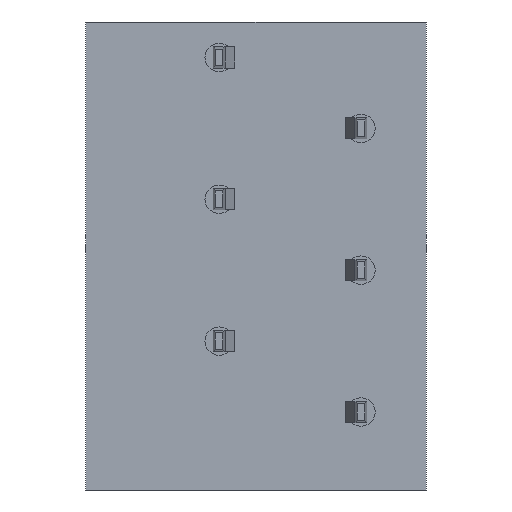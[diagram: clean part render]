
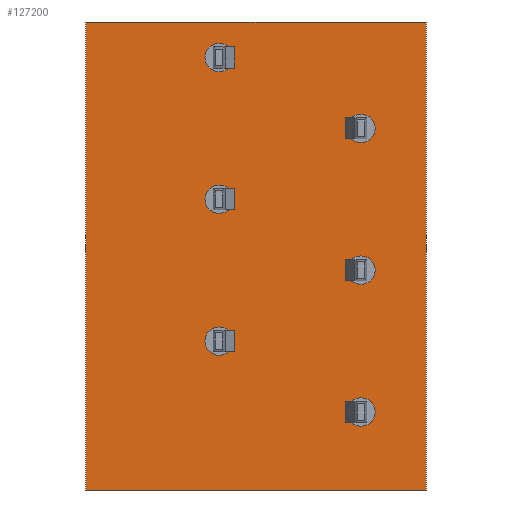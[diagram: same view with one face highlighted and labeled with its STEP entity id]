
A CAD part, front view. The second image highlights one B-rep face of the part: STEP entity #127200.
In plain terms, the highlighted planar face has unit normal (0, -1, 0).
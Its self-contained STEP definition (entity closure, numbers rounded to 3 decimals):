
#600=CARTESIAN_POINT('',(0.,0.,1.));
#610=VERTEX_POINT('',#600);
#640=CARTESIAN_POINT('',(0.,0.,1.));
#650=DIRECTION('',(-1.,0.,0.));
#660=VECTOR('',#650,1.);
#670=LINE('',#640,#660);
#680=CARTESIAN_POINT('',(12.,0.,1.));
#690=VERTEX_POINT('',#680);
#700=EDGE_CURVE('',#690,#610,#670,.T.);
#49760=CARTESIAN_POINT('',(12.,0.,17.5));
#49770=VERTEX_POINT('',#49760);
#49800=CARTESIAN_POINT('',(0.,0.,17.5));
#49810=DIRECTION('',(1.,0.,0.));
#49820=VECTOR('',#49810,1.);
#49830=LINE('',#49800,#49820);
#49840=CARTESIAN_POINT('',(0.,0.,17.5));
#49850=VERTEX_POINT('',#49840);
#49860=EDGE_CURVE('',#49850,#49770,#49830,.T.);
#66180=CARTESIAN_POINT('',(1.8,0.,14.75));
#66190=VERTEX_POINT('',#66180);
#66220=CARTESIAN_POINT('',(2.3,0.,14.75));
#66230=DIRECTION('',(0.,1.,0.));
#66240=DIRECTION('',(-1.,0.,0.));
#66250=AXIS2_PLACEMENT_3D('',#66220,#66230,#66240);
#66260=CIRCLE('',#66250,0.5);
#66270=CARTESIAN_POINT('',(2.8,0.,14.75));
#66280=VERTEX_POINT('',#66270);
#66290=EDGE_CURVE('',#66190,#66280,#66260,.T.);
#95070=CARTESIAN_POINT('',(2.8,0.,4.75));
#95080=VERTEX_POINT('',#95070);
#95130=CARTESIAN_POINT('',(2.3,0.,4.75));
#95140=DIRECTION('',(0.,1.,0.));
#95150=DIRECTION('',(-1.,0.,0.));
#95160=AXIS2_PLACEMENT_3D('',#95130,#95140,#95150);
#95170=CIRCLE('',#95160,0.5);
#95180=CARTESIAN_POINT('',(1.8,0.,4.75));
#95190=VERTEX_POINT('',#95180);
#95200=EDGE_CURVE('',#95080,#95190,#95170,.T.);
#107450=CARTESIAN_POINT('',(12.,0.,2.07));
#107460=DIRECTION('',(0.,0.,-1.));
#107470=VECTOR('',#107460,1.);
#107480=LINE('',#107450,#107470);
#107490=EDGE_CURVE('',#49770,#690,#107480,.T.);
#118310=CARTESIAN_POINT('',(0.,0.,2.07));
#118320=DIRECTION('',(0.,0.,1.));
#118330=VECTOR('',#118320,1.);
#118340=LINE('',#118310,#118330);
#118350=EDGE_CURVE('',#610,#49850,#118340,.T.);
#126390=CARTESIAN_POINT('',(11.7,0.,10.967));
#126400=DIRECTION('',(0.,-1.,0.));
#126410=DIRECTION('',(1.,0.,0.));
#126420=AXIS2_PLACEMENT_3D('',#126390,#126400,#126410);
#126430=PLANE('',#126420);
#126440=ORIENTED_EDGE('',*,*,#49860,.F.);
#126450=ORIENTED_EDGE('',*,*,#107490,.F.);
#126460=ORIENTED_EDGE('',*,*,#700,.F.);
#126470=ORIENTED_EDGE('',*,*,#118350,.F.);
#126480=EDGE_LOOP('',(#126470,#126460,#126450,#126440));
#126490=FACE_OUTER_BOUND('',#126480,.T.);
#126500=CARTESIAN_POINT('',(7.3,0.,2.25));
#126510=DIRECTION('',(0.,-1.,0.));
#126520=DIRECTION('',(1.,0.,0.));
#126530=AXIS2_PLACEMENT_3D('',#126500,#126510,#126520);
#126540=CIRCLE('',#126530,0.5);
#126550=CARTESIAN_POINT('',(7.8,0.,2.25));
#126560=VERTEX_POINT('',#126550);
#126570=CARTESIAN_POINT('',(6.8,0.,2.25));
#126580=VERTEX_POINT('',#126570);
#126590=EDGE_CURVE('',#126560,#126580,#126540,.T.);
#126600=ORIENTED_EDGE('',*,*,#126590,.F.);
#126610=EDGE_CURVE('',#126580,#126560,#126540,.T.);
#126620=ORIENTED_EDGE('',*,*,#126610,.F.);
#126630=EDGE_LOOP('',(#126620,#126600));
#126640=FACE_BOUND('',#126630,.T.);
#126650=CARTESIAN_POINT('',(2.3,0.,9.75));
#126660=DIRECTION('',(0.,1.,0.));
#126670=DIRECTION('',(-1.,0.,0.));
#126680=AXIS2_PLACEMENT_3D('',#126650,#126660,#126670);
#126690=CIRCLE('',#126680,0.5);
#126700=CARTESIAN_POINT('',(1.8,0.,9.75));
#126710=VERTEX_POINT('',#126700);
#126720=CARTESIAN_POINT('',(2.8,0.,9.75));
#126730=VERTEX_POINT('',#126720);
#126740=EDGE_CURVE('',#126710,#126730,#126690,.T.);
#126750=ORIENTED_EDGE('',*,*,#126740,.T.);
#126760=EDGE_CURVE('',#126730,#126710,#126690,.T.);
#126770=ORIENTED_EDGE('',*,*,#126760,.T.);
#126780=EDGE_LOOP('',(#126770,#126750));
#126790=FACE_BOUND('',#126780,.T.);
#126800=CARTESIAN_POINT('',(7.3,0.,7.25));
#126810=DIRECTION('',(0.,-1.,0.));
#126820=DIRECTION('',(1.,0.,0.));
#126830=AXIS2_PLACEMENT_3D('',#126800,#126810,#126820);
#126840=CIRCLE('',#126830,0.5);
#126850=CARTESIAN_POINT('',(7.8,0.,7.25));
#126860=VERTEX_POINT('',#126850);
#126870=CARTESIAN_POINT('',(6.8,0.,7.25));
#126880=VERTEX_POINT('',#126870);
#126890=EDGE_CURVE('',#126860,#126880,#126840,.T.);
#126900=ORIENTED_EDGE('',*,*,#126890,.F.);
#126910=EDGE_CURVE('',#126880,#126860,#126840,.T.);
#126920=ORIENTED_EDGE('',*,*,#126910,.F.);
#126930=EDGE_LOOP('',(#126920,#126900));
#126940=FACE_BOUND('',#126930,.T.);
#126950=CARTESIAN_POINT('',(7.3,0.,12.25));
#126960=DIRECTION('',(0.,-1.,0.));
#126970=DIRECTION('',(1.,0.,0.));
#126980=AXIS2_PLACEMENT_3D('',#126950,#126960,#126970);
#126990=CIRCLE('',#126980,0.5);
#127000=CARTESIAN_POINT('',(7.8,0.,12.25));
#127010=VERTEX_POINT('',#127000);
#127020=CARTESIAN_POINT('',(6.8,0.,12.25));
#127030=VERTEX_POINT('',#127020);
#127040=EDGE_CURVE('',#127010,#127030,#126990,.T.);
#127050=ORIENTED_EDGE('',*,*,#127040,.F.);
#127060=EDGE_CURVE('',#127030,#127010,#126990,.T.);
#127070=ORIENTED_EDGE('',*,*,#127060,.F.);
#127080=EDGE_LOOP('',(#127070,#127050));
#127090=FACE_BOUND('',#127080,.T.);
#127100=EDGE_CURVE('',#95190,#95080,#95170,.T.);
#127110=ORIENTED_EDGE('',*,*,#127100,.T.);
#127120=ORIENTED_EDGE('',*,*,#95200,.T.);
#127130=EDGE_LOOP('',(#127120,#127110));
#127140=FACE_BOUND('',#127130,.T.);
#127150=ORIENTED_EDGE('',*,*,#66290,.T.);
#127160=EDGE_CURVE('',#66280,#66190,#66260,.T.);
#127170=ORIENTED_EDGE('',*,*,#127160,.T.);
#127180=EDGE_LOOP('',(#127170,#127150));
#127190=FACE_BOUND('',#127180,.T.);
#127200=ADVANCED_FACE('',(#126490,#126640,#126790,#126940,#127090,
#127140,#127190),#126430,.T.);
